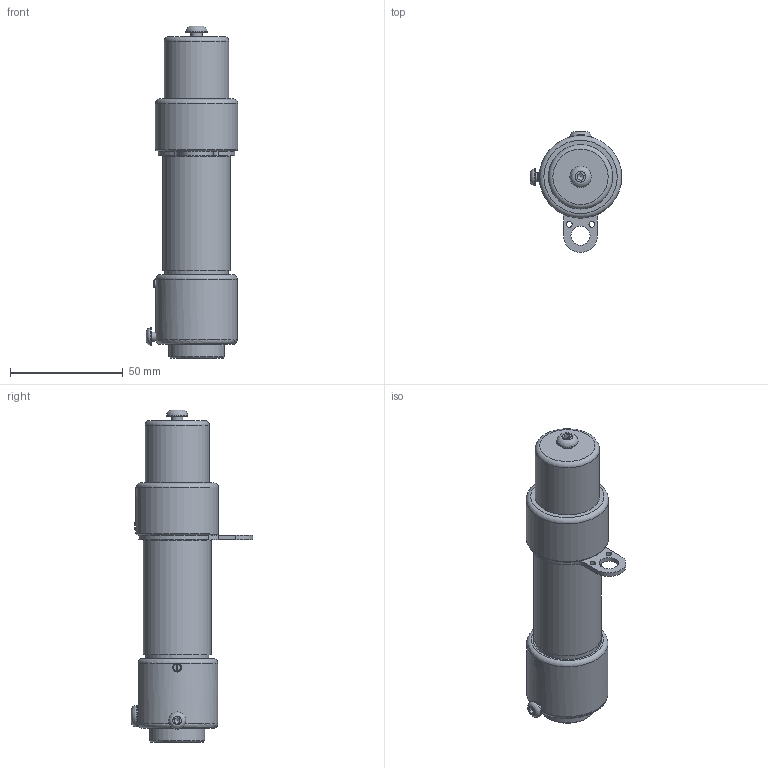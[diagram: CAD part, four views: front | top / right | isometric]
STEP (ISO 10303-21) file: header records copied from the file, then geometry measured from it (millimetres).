
FILE_DESCRIPTION(/* description */ (''),/* implementation_level */ '2;1');
FILE_NAME(/* name */ 'ControlEx Exd-16-S-CP.stp',/* time_stamp */ '2022-11-18T11:46:50+00:00',/* author */ ('areid2'),/* organization */ (''),/* preprocessor_version */ 'ST-DEVELOPER v18.1',/* originating_system */ 'Autodesk Inventor 2020',/* authorisation */ '');
FILE_SCHEMA (('AUTOMOTIVE_DESIGN { 1 0 10303 214 3 1 1 }'));
Length unit declared in the file: millimetre
Products named in the file (1): Part2
Bounding box: 40.51 x 53.85 x 147.11 mm (x, y, z)
Volume: 110398.1 mm3; surface area: 23245.2 mm2
Topology: 1 solids, 1 shells, 132 faces, 373 edges, 258 vertices
Faces by surface type: plane 60, cylinder 43, cone 16, torus 10, bspline 3
Full cylindrical faces by diameter (mm): 2.5 x2, 4 x2, 5 x3, 7.6 x1, 8.5 x1, 9.5 x2, 18.5 x1, 24.5 x1, 25 x1, 26 x1, 26.5 x1, 28 x3, 28.5 x2, 30 x1, 36.5 x1
Entity records: 5002 total; most frequent: CARTESIAN_POINT 1365, ORIENTED_EDGE 740, DIRECTION 716, EDGE_CURVE 370, AXIS2_PLACEMENT_3D 299, VERTEX_POINT 258, EDGE_LOOP 166, CIRCLE 165
